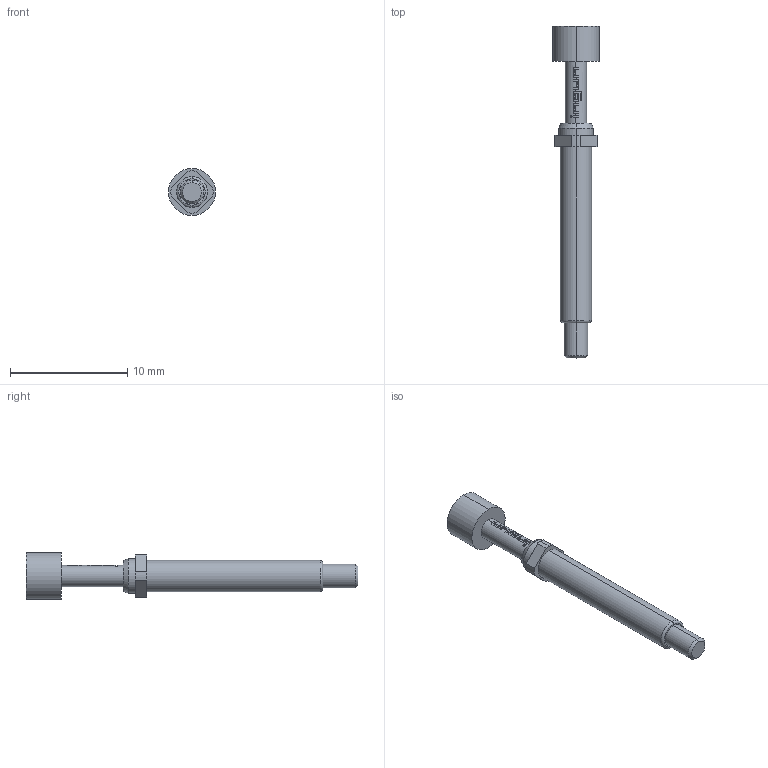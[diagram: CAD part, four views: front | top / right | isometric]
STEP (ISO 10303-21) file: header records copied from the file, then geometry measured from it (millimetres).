
FILE_DESCRIPTION (( 'STEP AP203' ), '1' );
FILE_NAME ('INGUN_GKS-113_302_400_A_xx02_M.STEP', '2022-01-24T08:42:11', ( 'ochi' ), ( '' ), 'SwSTEP 2.0', 'SolidWorks 2018', '' );
FILE_SCHEMA (( 'CONFIG_CONTROL_DESIGN' ));
Length unit declared in the file: millimetre
Products named in the file (1): INGUN_GKS-113_302_400_A_xx02_M
Bounding box: 4 x 28.3 x 4 mm (x, y, z)
Volume: 158.3 mm3; surface area: 265.9 mm2
Topology: 1 solids, 1 shells, 104 faces, 282 edges, 186 vertices
Faces by surface type: bspline 61, cylinder 25, plane 12, cone 4, torus 2
Entity records: 4674 total; most frequent: CARTESIAN_POINT 2525, ORIENTED_EDGE 564, EDGE_CURVE 282, B_SPLINE_CURVE_WITH_KNOTS 204, DIRECTION 204, VERTEX_POINT 186, EDGE_LOOP 110, FACE_OUTER_BOUND 104
